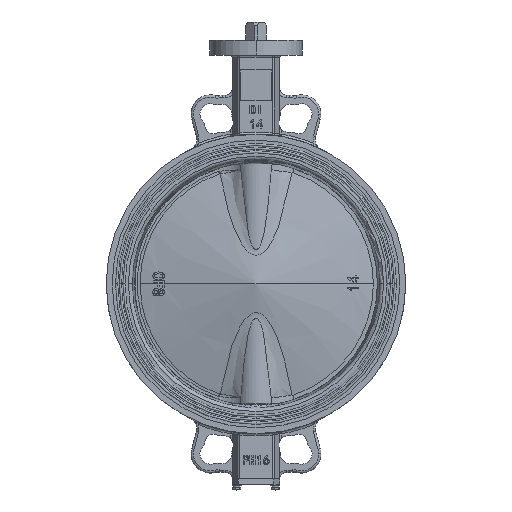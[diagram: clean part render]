
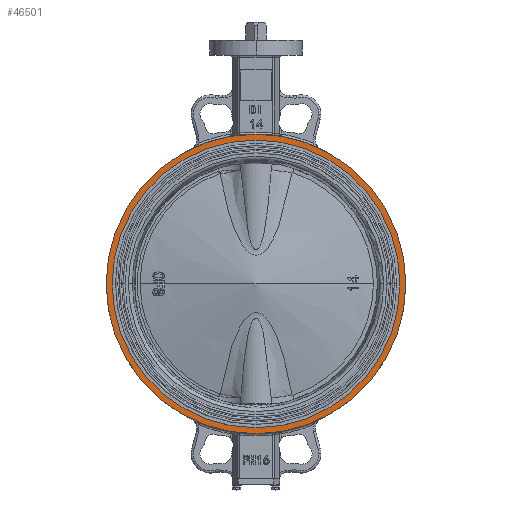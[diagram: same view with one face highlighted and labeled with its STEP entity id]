
A CAD part, top view. The second image highlights one B-rep face of the part: STEP entity #46501.
In plain terms, the highlighted planar face has unit normal (0, 0, 1).
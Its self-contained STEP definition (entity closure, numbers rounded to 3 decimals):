
#1305 = DIRECTION ( 'NONE',  ( 0., 0., 1. ) ) ;
#1971 = FACE_OUTER_BOUND ( 'NONE', #35839, .T. ) ;
#8028 = VERTEX_POINT ( 'NONE', #50246 ) ;
#12193 = DIRECTION ( 'NONE',  ( 1., 0., 0. ) ) ;
#16879 = AXIS2_PLACEMENT_3D ( 'NONE', #41126, #35401, #53004 ) ;
#18888 = DIRECTION ( 'NONE',  ( 1., 0., 0. ) ) ;
#19841 = CARTESIAN_POINT ( 'NONE',  ( 0., 203., 39. ) ) ;
#20251 = CARTESIAN_POINT ( 'NONE',  ( 0., 0., 39. ) ) ;
#21291 = EDGE_LOOP ( 'NONE', ( #37789, #30579 ) ) ;
#22063 = EDGE_CURVE ( 'NONE', #45435, #55746, #35065, .T. ) ;
#22560 = AXIS2_PLACEMENT_3D ( 'NONE', #20251, #46528, #51420 ) ;
#24272 = CIRCLE ( 'NONE', #16879, 203. ) ;
#24915 = CARTESIAN_POINT ( 'NONE',  ( 0., 0., 39. ) ) ;
#28240 = PLANE ( 'NONE',  #37183 ) ;
#28777 = CARTESIAN_POINT ( 'NONE',  ( 195., 0., 39. ) ) ;
#29051 = CARTESIAN_POINT ( 'NONE',  ( 203., 0., 39. ) ) ;
#29069 = FACE_BOUND ( 'NONE', #21291, .T. ) ;
#30579 = ORIENTED_EDGE ( 'NONE', *, *, #48082, .F. ) ;
#32468 = CARTESIAN_POINT ( 'NONE',  ( 0., 0., 39. ) ) ;
#33219 = AXIS2_PLACEMENT_3D ( 'NONE', #24915, #33868, #12193 ) ;
#33868 = DIRECTION ( 'NONE',  ( 0., 0., 1. ) ) ;
#35065 = CIRCLE ( 'NONE', #33219, 195. ) ;
#35401 = DIRECTION ( 'NONE',  ( 0., 0., 1. ) ) ;
#35725 = ORIENTED_EDGE ( 'NONE', *, *, #51194, .T. ) ;
#35839 = EDGE_LOOP ( 'NONE', ( #55226, #35725 ) ) ;
#37183 = AXIS2_PLACEMENT_3D ( 'NONE', #19841, #41467, #55345 ) ;
#37789 = ORIENTED_EDGE ( 'NONE', *, *, #22063, .F. ) ;
#40994 = CIRCLE ( 'NONE', #22560, 195. ) ;
#41126 = CARTESIAN_POINT ( 'NONE',  ( 0., 0., 39. ) ) ;
#41467 = DIRECTION ( 'NONE',  ( 0., 0., -1. ) ) ;
#45435 = VERTEX_POINT ( 'NONE', #28777 ) ;
#45736 = AXIS2_PLACEMENT_3D ( 'NONE', #32468, #1305, #18888 ) ;
#46501 = ADVANCED_FACE ( 'NONE', ( #29069, #1971 ), #28240, .F. ) ;
#46528 = DIRECTION ( 'NONE',  ( 0., 0., 1. ) ) ;
#46815 = EDGE_CURVE ( 'NONE', #56613, #8028, #24272, .T. ) ;
#48082 = EDGE_CURVE ( 'NONE', #55746, #45435, #40994, .T. ) ;
#50246 = CARTESIAN_POINT ( 'NONE',  ( -203., 0., 39. ) ) ;
#51194 = EDGE_CURVE ( 'NONE', #8028, #56613, #56836, .T. ) ;
#51420 = DIRECTION ( 'NONE',  ( 1., 0., 0. ) ) ;
#53004 = DIRECTION ( 'NONE',  ( 1., 0., 0. ) ) ;
#54683 = CARTESIAN_POINT ( 'NONE',  ( -195., 0., 39. ) ) ;
#55226 = ORIENTED_EDGE ( 'NONE', *, *, #46815, .T. ) ;
#55345 = DIRECTION ( 'NONE',  ( -1., 0., 0. ) ) ;
#55746 = VERTEX_POINT ( 'NONE', #54683 ) ;
#56613 = VERTEX_POINT ( 'NONE', #29051 ) ;
#56836 = CIRCLE ( 'NONE', #45736, 203. ) ;
